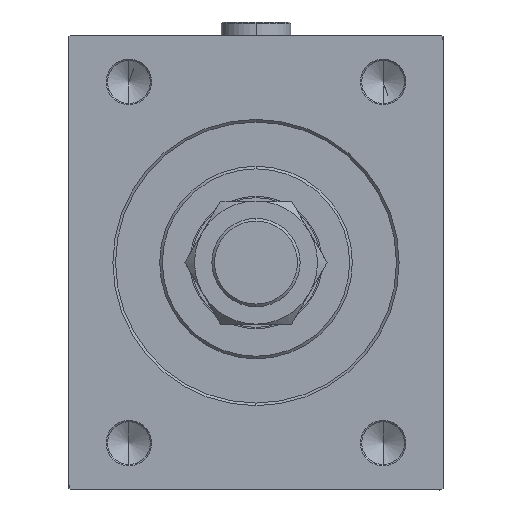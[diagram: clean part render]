
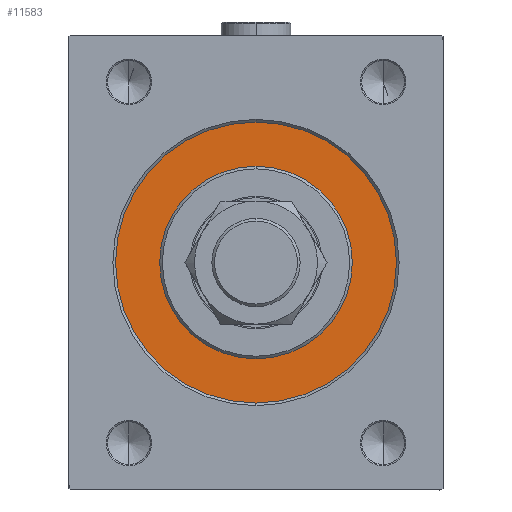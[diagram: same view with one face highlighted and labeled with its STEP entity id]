
A CAD part, left-side view. The second image highlights one B-rep face of the part: STEP entity #11583.
In plain terms, the highlighted face is planar.
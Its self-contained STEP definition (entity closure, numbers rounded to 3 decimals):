
#86 = EDGE_CURVE ( 'NONE', #10475, #27958, #20381, .T. ) ;
#1323 = CARTESIAN_POINT ( 'NONE',  ( 0., 0., -52.5 ) ) ;
#5128 = CARTESIAN_POINT ( 'NONE',  ( 0., 0., 0. ) ) ;
#6082 = CARTESIAN_POINT ( 'NONE',  ( 0., 0., 36. ) ) ;
#6608 = CARTESIAN_POINT ( 'NONE',  ( 0., 0., 0. ) ) ;
#8085 = CIRCLE ( 'NONE', #11136, 36. ) ;
#9164 = DIRECTION ( 'NONE',  ( 0., 0., 1. ) ) ;
#9878 = EDGE_LOOP ( 'NONE', ( #14477, #42764 ) ) ;
#10310 = DIRECTION ( 'NONE',  ( 1., 0., 0. ) ) ;
#10475 = VERTEX_POINT ( 'NONE', #6082 ) ;
#11136 = AXIS2_PLACEMENT_3D ( 'NONE', #17963, #10310, #36090 ) ;
#11583 = ADVANCED_FACE ( 'NONE', ( #29251, #14003 ), #24986, .F. ) ;
#12786 = CIRCLE ( 'NONE', #26488, 52.5 ) ;
#13412 = EDGE_LOOP ( 'NONE', ( #16872, #17222 ) ) ;
#14003 = FACE_OUTER_BOUND ( 'NONE', #13412, .T. ) ;
#14477 = ORIENTED_EDGE ( 'NONE', *, *, #86, .F. ) ;
#15857 = CARTESIAN_POINT ( 'NONE',  ( 0., 0., 0. ) ) ;
#15951 = DIRECTION ( 'NONE',  ( 1., 0., 0. ) ) ;
#16844 = AXIS2_PLACEMENT_3D ( 'NONE', #15857, #30399, #36488 ) ;
#16872 = ORIENTED_EDGE ( 'NONE', *, *, #40984, .F. ) ;
#17222 = ORIENTED_EDGE ( 'NONE', *, *, #28688, .F. ) ;
#17963 = CARTESIAN_POINT ( 'NONE',  ( 0., 0., 0. ) ) ;
#19545 = CARTESIAN_POINT ( 'NONE',  ( 0., 0., 0. ) ) ;
#19691 = DIRECTION ( 'NONE',  ( -1., 0., 0. ) ) ;
#20381 = CIRCLE ( 'NONE', #23443, 36. ) ;
#23443 = AXIS2_PLACEMENT_3D ( 'NONE', #19545, #15951, #41696 ) ;
#24372 = EDGE_CURVE ( 'NONE', #27958, #10475, #8085, .T. ) ;
#24986 = PLANE ( 'NONE',  #32951 ) ;
#26488 = AXIS2_PLACEMENT_3D ( 'NONE', #5128, #19691, #9164 ) ;
#27958 = VERTEX_POINT ( 'NONE', #34103 ) ;
#28688 = EDGE_CURVE ( 'NONE', #44096, #40584, #12786, .T. ) ;
#29251 = FACE_BOUND ( 'NONE', #9878, .T. ) ;
#30399 = DIRECTION ( 'NONE',  ( -1., 0., 0. ) ) ;
#31308 = CIRCLE ( 'NONE', #16844, 52.5 ) ;
#32951 = AXIS2_PLACEMENT_3D ( 'NONE', #6608, #39755, #42876 ) ;
#34103 = CARTESIAN_POINT ( 'NONE',  ( 0., 0., -36. ) ) ;
#36090 = DIRECTION ( 'NONE',  ( 0., 0., -1. ) ) ;
#36488 = DIRECTION ( 'NONE',  ( 0., 0., 1. ) ) ;
#36738 = CARTESIAN_POINT ( 'NONE',  ( 0., 0., 52.5 ) ) ;
#39755 = DIRECTION ( 'NONE',  ( -1., 0., 0. ) ) ;
#40584 = VERTEX_POINT ( 'NONE', #1323 ) ;
#40984 = EDGE_CURVE ( 'NONE', #40584, #44096, #31308, .T. ) ;
#41696 = DIRECTION ( 'NONE',  ( 0., 0., -1. ) ) ;
#42764 = ORIENTED_EDGE ( 'NONE', *, *, #24372, .F. ) ;
#42876 = DIRECTION ( 'NONE',  ( 0., 0., 1. ) ) ;
#44096 = VERTEX_POINT ( 'NONE', #36738 ) ;
